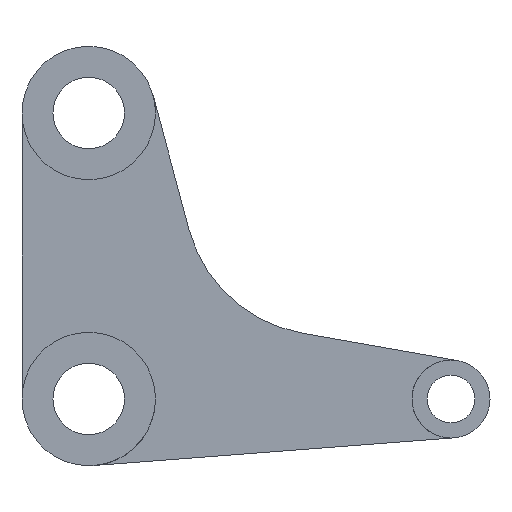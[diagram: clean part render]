
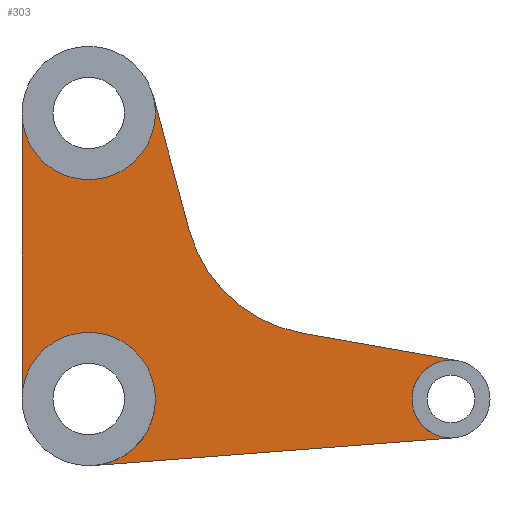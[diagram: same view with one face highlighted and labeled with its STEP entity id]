
A CAD part, front view. The second image highlights one B-rep face of the part: STEP entity #303.
In plain terms, the highlighted planar face has unit normal (0, -1, 0).
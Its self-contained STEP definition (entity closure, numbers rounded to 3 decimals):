
#24=PLANE('',#349);
#33=CIRCLE('',#329,28.);
#37=CIRCLE('',#335,60.);
#39=CIRCLE('',#339,16.364);
#43=CIRCLE('',#345,28.);
#90=ORIENTED_EDGE('',*,*,#131,.F.);
#91=ORIENTED_EDGE('',*,*,#127,.T.);
#92=ORIENTED_EDGE('',*,*,#153,.F.);
#93=ORIENTED_EDGE('',*,*,#149,.T.);
#94=ORIENTED_EDGE('',*,*,#145,.F.);
#95=ORIENTED_EDGE('',*,*,#141,.T.);
#96=ORIENTED_EDGE('',*,*,#137,.F.);
#97=ORIENTED_EDGE('',*,*,#134,.F.);
#127=EDGE_CURVE('',#160,#163,#33,.T.);
#131=EDGE_CURVE('',#160,#167,#191,.T.);
#134=EDGE_CURVE('',#167,#169,#37,.T.);
#137=EDGE_CURVE('',#169,#171,#195,.T.);
#141=EDGE_CURVE('',#172,#171,#39,.T.);
#145=EDGE_CURVE('',#172,#177,#199,.T.);
#149=EDGE_CURVE('',#178,#177,#43,.T.);
#153=EDGE_CURVE('',#178,#163,#203,.T.);
#160=VERTEX_POINT('',#465);
#163=VERTEX_POINT('',#470);
#167=VERTEX_POINT('',#480);
#169=VERTEX_POINT('',#486);
#171=VERTEX_POINT('',#492);
#172=VERTEX_POINT('',#496);
#177=VERTEX_POINT('',#508);
#178=VERTEX_POINT('',#512);
#191=LINE('',#479,#207);
#195=LINE('',#491,#211);
#199=LINE('',#507,#215);
#203=LINE('',#522,#219);
#207=VECTOR('',#383,1000.);
#211=VECTOR('',#395,1000.);
#215=VECTOR('',#411,1000.);
#219=VECTOR('',#427,1000.);
#234=EDGE_LOOP('',(#90,#91,#92,#93,#94,#95,#96,#97));
#268=FACE_BOUND('',#234,.T.);
#303=ADVANCED_FACE('',(#268),#24,.F.);
#329=AXIS2_PLACEMENT_3D('',#471,#374,#375);
#335=AXIS2_PLACEMENT_3D('',#485,#389,#390);
#339=AXIS2_PLACEMENT_3D('',#499,#402,#403);
#345=AXIS2_PLACEMENT_3D('',#515,#418,#419);
#349=AXIS2_PLACEMENT_3D('',#523,#428,#429);
#374=DIRECTION('',(0.,1.,0.));
#375=DIRECTION('',(0.,0.,1.));
#383=DIRECTION('',(0.259,0.,-0.966));
#389=DIRECTION('',(0.,-1.,0.));
#390=DIRECTION('',(1.,0.,0.));
#395=DIRECTION('',(0.985,0.,-0.174));
#402=DIRECTION('',(0.,1.,0.));
#403=DIRECTION('',(0.,0.,1.));
#411=DIRECTION('',(-0.997,0.,-0.077));
#418=DIRECTION('',(0.,1.,0.));
#419=DIRECTION('',(0.,0.,1.));
#427=DIRECTION('',(0.,0.,1.));
#428=DIRECTION('',(0.,1.,0.));
#429=DIRECTION('',(0.,0.,1.));
#465=CARTESIAN_POINT('',(27.046,-17.5,127.247));
#470=CARTESIAN_POINT('',(-28.,-17.5,120.));
#471=CARTESIAN_POINT('',(0.,-17.5,120.));
#479=CARTESIAN_POINT('',(27.046,-17.5,127.247));
#480=CARTESIAN_POINT('',(42.07,-17.5,71.177));
#485=CARTESIAN_POINT('',(100.025,-17.5,86.706));
#486=CARTESIAN_POINT('',(89.606,-17.5,27.618));
#491=CARTESIAN_POINT('',(154.842,-17.5,16.115));
#492=CARTESIAN_POINT('',(154.842,-17.5,16.115));
#496=CARTESIAN_POINT('',(153.253,-17.5,-16.316));
#499=CARTESIAN_POINT('',(152.,-17.5,0.));
#507=CARTESIAN_POINT('',(2.144,-17.5,-27.918));
#508=CARTESIAN_POINT('',(2.144,-17.5,-27.918));
#512=CARTESIAN_POINT('',(-28.,-17.5,0.));
#515=CARTESIAN_POINT('',(0.,-17.5,0.));
#522=CARTESIAN_POINT('',(-28.,-17.5,120.));
#523=CARTESIAN_POINT('',(0.,-17.5,120.));
